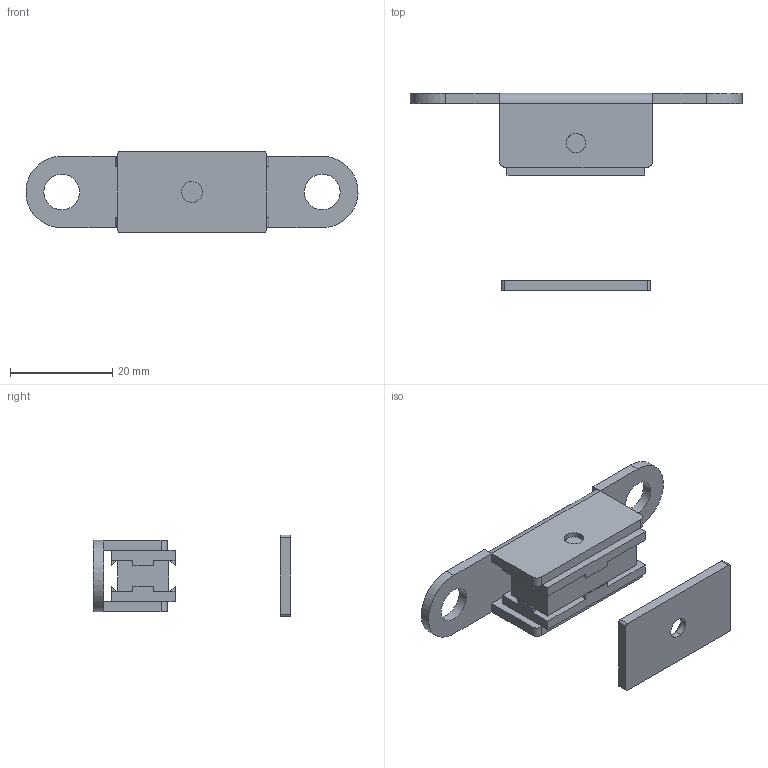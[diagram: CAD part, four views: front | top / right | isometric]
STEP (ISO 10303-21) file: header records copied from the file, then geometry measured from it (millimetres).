
FILE_DESCRIPTION((''),'2;1');
FILE_NAME('','2005-07-15T15:01:20',(''),(''),'','CADfix','');
FILE_SCHEMA(('AUTOMOTIVE_DESIGN'));
Length unit declared in the file: millimetre
Products named in the file (5): attachment; magnet; keeper; housing; TL_186_23706_36
Assembly tree (5 placements, depth 2):
  TL_186_23706_36
    attachment  x2
    magnet
    keeper
    housing
Bounding box: 64.97 x 38.63 x 16 mm (x, y, z)
Volume: 6710.5 mm3; surface area: 7299.4 mm2
Topology: 5 solids, 5 shells, 104 faces, 295 edges, 205 vertices
Faces by surface type: bspline 104
Entity records: 2841 total; most frequent: CARTESIAN_POINT 1331, ORIENTED_EDGE 474, EDGE_CURVE 237, VERTEX_POINT 165, QUASI_UNIFORM_CURVE 156, EDGE_LOOP 96, FACE_OUTER_BOUND 84, ADVANCED_FACE 84
